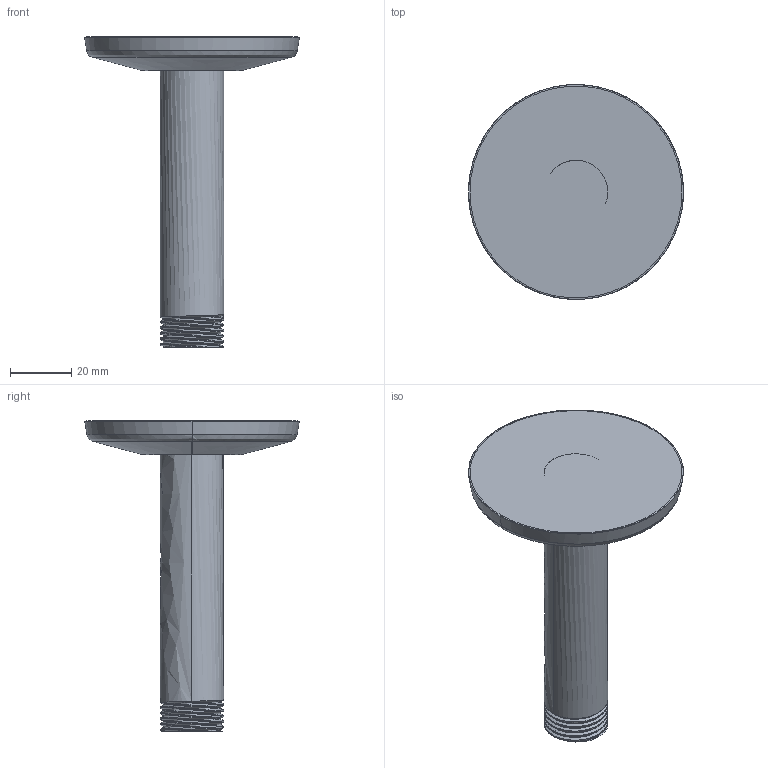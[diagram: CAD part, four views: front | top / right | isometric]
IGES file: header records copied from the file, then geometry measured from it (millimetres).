
Start section:  PTC IGES file: a45515_asm.igs  PTC IGES file: 45521_sw0001.igs  PTC IGES file: a45535_sw0001.igs  PTC IGES file: a45645.igs  PTC IGES file: a4564292.igs  PTC IGES file: a45634.igs  PTC IGES file: a45635.igs  PTC IGES file: a45636.igs  PTC IGES file: a45634.igs  PTC IGES file: a45652.igs  PTC IGES file: a45649.igs
Global section: file name: 31H; native system: Rhinoceros ( Mar  9 2011 ); preprocessor: Trout Lake IGES 012 Mar  9 2011; date: 140219.122556; units: millimetre
Bounding box: 70 x 70 x 101.08 mm (x, y, z)
Surface area: 21085 mm2 (no closed solid volume)
Topology: 0 solids, 0 shells, 42 faces, 438 edges, 438 vertices
Faces by surface type: bspline 42
